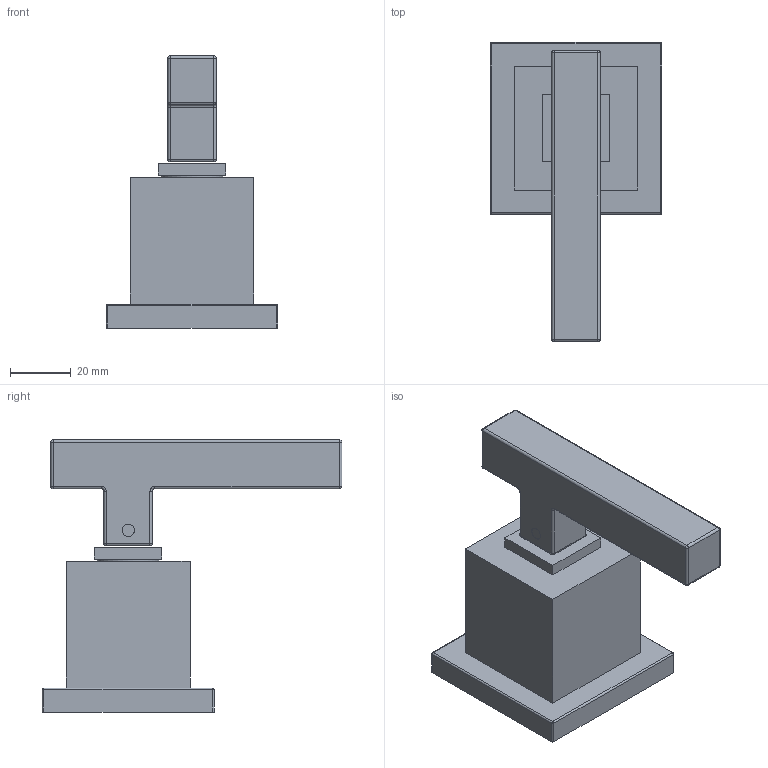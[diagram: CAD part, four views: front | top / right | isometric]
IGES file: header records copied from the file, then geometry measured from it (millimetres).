
Start section:  PTC IGES file: 3-220h.igs
Global section: file name: 3-220h.igs; native system: Creo Parametric by PTC Inc.; preprocessor: 2018400; author: jinson.thomas; organization: Unknown; date: 20201231.105102; units: inch
Bounding box: 56.39 x 98.3 x 89.28 mm (x, y, z)
Volume: 122438.7 mm3; surface area: 28403 mm2
Topology: 2 solids, 4 shells, 231 faces, 606 edges, 385 vertices
Faces by surface type: revolution 120, bspline 111
